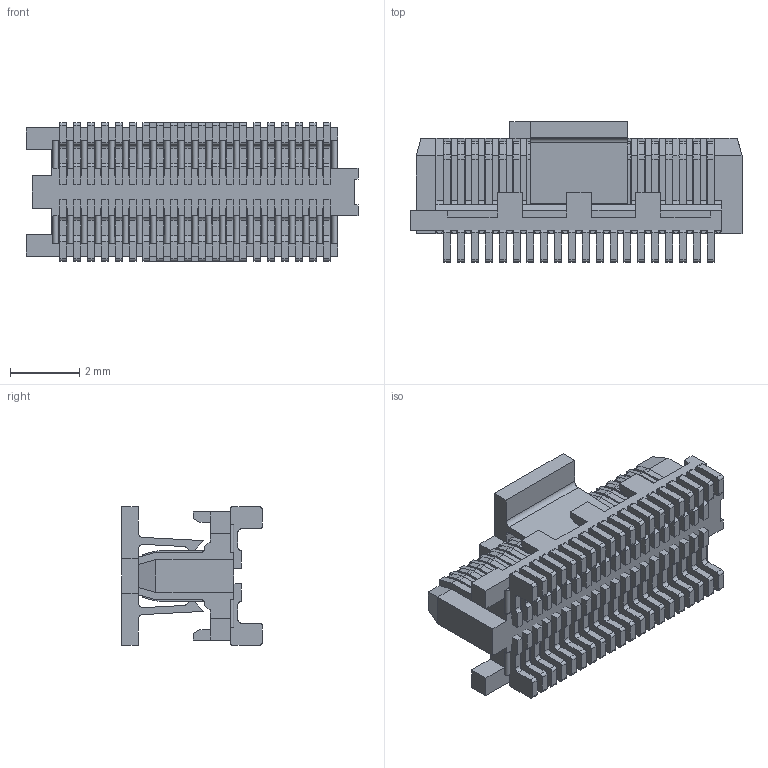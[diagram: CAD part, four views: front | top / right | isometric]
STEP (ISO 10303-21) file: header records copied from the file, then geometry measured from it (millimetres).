
FILE_DESCRIPTION(/* description */ ('STEP AP214'),/* implementation_level */ '2;1');
FILE_NAME(/* name */ 'ST4-20-1.50-L-D-P-TR',/* time_stamp */ '2023-07-02T00:41:34+02:00',/* author */ ('License CC BY-ND 4.0'),/* organization */ ('CADENAS'),/* preprocessor_version */ 'ST-DEVELOPER v19.3',/* originating_system */ 'PARTsolutions',/* authorisation */ ' ');
FILE_SCHEMA (('AUTOMOTIVE_DESIGN {1 0 10303 214 3 1 1}'));
Length unit declared in the file: millimetre
Products named in the file (3): ST4-20-1.50-L-D-P-TR; ST4-20-1.50-L-D_pin; ST4-20-1.50-L-D-P-TR_terminal
Assembly tree (2 placements, depth 2):
  ST4-20-1.50-L-D-P-TR
    ST4-20-1.50-L-D_pin
    ST4-20-1.50-L-D-P-TR_terminal
Bounding box: 9.58 x 4.05 x 4 mm (x, y, z)
Volume: 56.7 mm3; surface area: 487.4 mm2
Topology: 2 solids, 3 shells, 1515 faces, 4691 edges, 3104 vertices
Faces by surface type: plane 1109, cylinder 406
Entity records: 56364 total; most frequent: ORIENTED_EDGE 9382, CARTESIAN_POINT 9313, DIRECTION 8659, EDGE_CURVE 4691, LINE 3759, VECTOR 3759, VERTEX_POINT 3104, AXIS2_PLACEMENT_3D 2450
